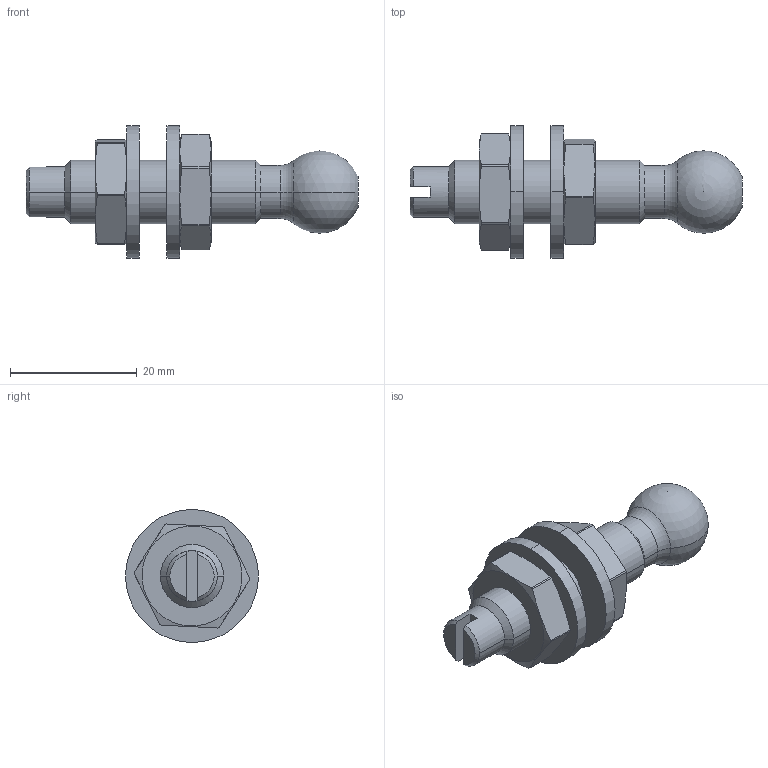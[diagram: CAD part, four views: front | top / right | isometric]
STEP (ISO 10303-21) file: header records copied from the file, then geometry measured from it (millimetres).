
FILE_DESCRIPTION (( 'STEP AP203' ), '1' );
FILE_NAME ('S8013B17.STEP', '2015-10-21T13:41:18', ( '' ), ( '' ), 'SwSTEP 2.0', 'SolidWorks 2015', '' );
FILE_SCHEMA (( 'CONFIG_CONTROL_DESIGN' ));
Length unit declared in the file: inch
Products named in the file (5): S92FS01; S90E001_Molykote 44 Grease; S8013B17; S80XXNXX_S8010N04; S8013B18_S8013B18
Assembly tree (5 placements, depth 2):
  S90E001_Molykote 44 Grease
  S8013B17
    S8013B18_S8013B18
    S80XXNXX_S8010N04  x2
    S92FS01  x2
Bounding box: 52.45 x 21 x 21 mm (x, y, z)
Volume: 6628.3 mm3; surface area: 4649.4 mm2
Topology: 5 solids, 5 shells, 83 faces, 203 edges, 128 vertices
Faces by surface type: cylinder 30, plane 26, cone 23, torus 2, sphere 2
Entity records: 2149 total; most frequent: CARTESIAN_POINT 362, DIRECTION 285, ORIENTED_EDGE 248, EDGE_CURVE 124, AXIS2_PLACEMENT_3D 120, VERTEX_POINT 77, CIRCLE 59, EDGE_LOOP 57
